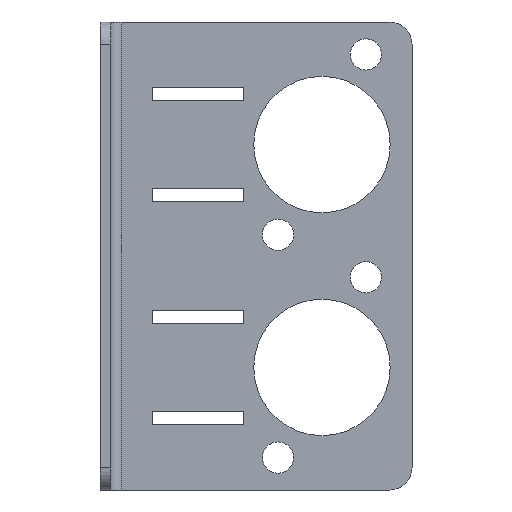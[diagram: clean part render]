
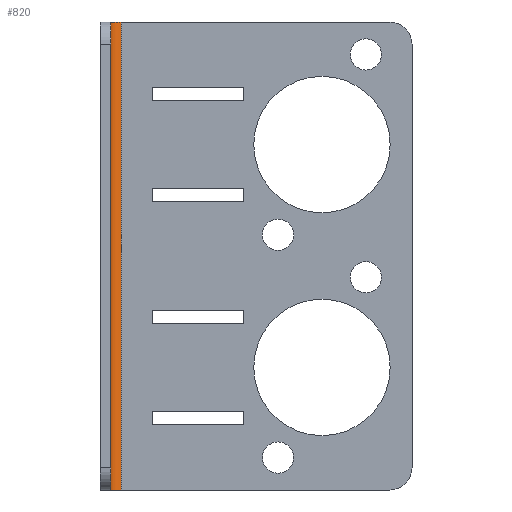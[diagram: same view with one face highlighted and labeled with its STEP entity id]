
A CAD part, left-side view. The second image highlights one B-rep face of the part: STEP entity #820.
In plain terms, the highlighted cylindrical face has radius 3.048 mm (diameter 6.096 mm), a partial arc.
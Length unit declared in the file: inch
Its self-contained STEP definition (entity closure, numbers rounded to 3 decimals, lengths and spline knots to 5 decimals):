
#19 = CARTESIAN_POINT ( 'NONE',  ( -0.12, -0.24, 5.25 ) ) ;
#97 = DIRECTION ( 'NONE',  ( -1., 0., 0. ) ) ;
#153 = CARTESIAN_POINT ( 'NONE',  ( -0.24, -0.24, 0. ) ) ;
#253 = CARTESIAN_POINT ( 'NONE',  ( -0.24, -0.24, 5.25 ) ) ;
#266 = VERTEX_POINT ( 'NONE', #19 ) ;
#284 = DIRECTION ( 'NONE',  ( 0., 0., -1. ) ) ;
#446 = LINE ( 'NONE', #1477, #2370 ) ;
#467 = DIRECTION ( 'NONE',  ( 0., 0., -1. ) ) ;
#520 = EDGE_LOOP ( 'NONE', ( #1936, #1068, #2168, #843 ) ) ;
#570 = DIRECTION ( 'NONE',  ( 0., 0., -1. ) ) ;
#585 = EDGE_CURVE ( 'NONE', #1652, #1989, #1349, .T. ) ;
#599 = DIRECTION ( 'NONE',  ( 1., 0., 0. ) ) ;
#626 = CARTESIAN_POINT ( 'NONE',  ( -0.24, -0.24, 5.25 ) ) ;
#740 = VERTEX_POINT ( 'NONE', #1452 ) ;
#820 = ADVANCED_FACE ( 'NONE', ( #2509 ), #2105, .F. ) ;
#843 = ORIENTED_EDGE ( 'NONE', *, *, #1126, .T. ) ;
#1030 = DIRECTION ( 'NONE',  ( 0., 0., -1. ) ) ;
#1068 = ORIENTED_EDGE ( 'NONE', *, *, #2027, .F. ) ;
#1094 = AXIS2_PLACEMENT_3D ( 'NONE', #253, #1030, #97 ) ;
#1126 = EDGE_CURVE ( 'NONE', #740, #1652, #446, .T. ) ;
#1196 = AXIS2_PLACEMENT_3D ( 'NONE', #626, #1481, #599 ) ;
#1349 = CIRCLE ( 'NONE', #1392, 0.12 ) ;
#1392 = AXIS2_PLACEMENT_3D ( 'NONE', #153, #570, #2629 ) ;
#1452 = CARTESIAN_POINT ( 'NONE',  ( -0.24, -0.12, 5.25 ) ) ;
#1477 = CARTESIAN_POINT ( 'NONE',  ( -0.24, -0.12, 5.25 ) ) ;
#1481 = DIRECTION ( 'NONE',  ( 0., 0., -1. ) ) ;
#1495 = CARTESIAN_POINT ( 'NONE',  ( -0.12, -0.24, 0. ) ) ;
#1652 = VERTEX_POINT ( 'NONE', #1713 ) ;
#1713 = CARTESIAN_POINT ( 'NONE',  ( -0.24, -0.12, 0. ) ) ;
#1936 = ORIENTED_EDGE ( 'NONE', *, *, #585, .T. ) ;
#1989 = VERTEX_POINT ( 'NONE', #1495 ) ;
#2017 = VECTOR ( 'NONE', #467, 39.37008 ) ;
#2027 = EDGE_CURVE ( 'NONE', #266, #1989, #2291, .T. ) ;
#2105 = CYLINDRICAL_SURFACE ( 'NONE', #1094, 0.12 ) ;
#2168 = ORIENTED_EDGE ( 'NONE', *, *, #2348, .F. ) ;
#2291 = LINE ( 'NONE', #2481, #2017 ) ;
#2348 = EDGE_CURVE ( 'NONE', #740, #266, #2366, .T. ) ;
#2366 = CIRCLE ( 'NONE', #1196, 0.12 ) ;
#2370 = VECTOR ( 'NONE', #284, 39.37008 ) ;
#2481 = CARTESIAN_POINT ( 'NONE',  ( -0.12, -0.24, 5.25 ) ) ;
#2509 = FACE_OUTER_BOUND ( 'NONE', #520, .T. ) ;
#2629 = DIRECTION ( 'NONE',  ( 1., 0., 0. ) ) ;
